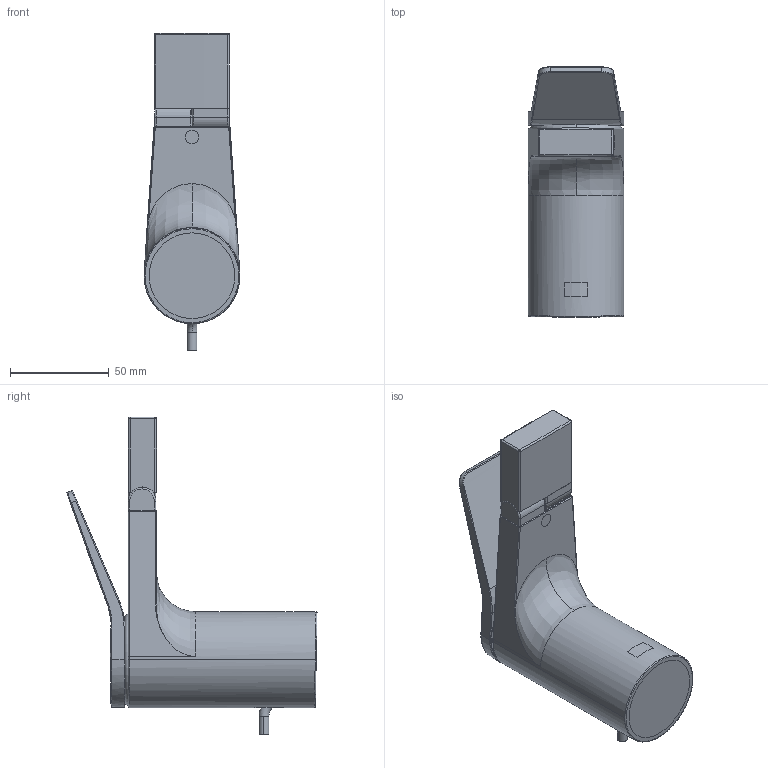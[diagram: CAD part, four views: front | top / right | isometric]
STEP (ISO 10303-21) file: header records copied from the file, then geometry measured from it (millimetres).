
FILE_DESCRIPTION (( 'STEP AP203' ), '1' );
FILE_NAME ('33600845-00.STEP', '2018-07-03T15:03:13', ( '' ), ( '' ), 'SwSTEP 2.0', 'SolidWorks 2017', '' );
FILE_SCHEMA (( 'CONFIG_CONTROL_DESIGN' ));
Length unit declared in the file: millimetre
Products named in the file (7): Planungsmodell_Koerper-+-09.19.84.014.90-01_K1; Planungsmodell_Haube-+-09.28.30.034.90-01_K1; Planungsmodell_Huelse-+-09.23.01.123.90-01_K1; Planungsmodell_Hebel-+-09.20.84.020-00-01_K1; Planungsmodell_Zugstange-+-09.31.09.120-01_-_K2; Planungsmodell_Nippel-+-09.24.02.084.90-01_K1; 33600845-00
Assembly tree (7 placements, depth 2):
  33600845-00
    Planungsmodell_Koerper-+-09.19.84.014.90-01_K1
    Planungsmodell_Haube-+-09.28.30.034.90-01_K1
    Planungsmodell_Hebel-+-09.20.84.020-00-01_K1
    Planungsmodell_Nippel-+-09.24.02.084.90-01_K1  x2
    Planungsmodell_Huelse-+-09.23.01.123.90-01_K1
    Planungsmodell_Zugstange-+-09.31.09.120-01_-_K2
Bounding box: 48.5 x 126.46 x 160.65 mm (x, y, z)
Volume: 257607.1 mm3; surface area: 48082.3 mm2
Topology: 5 solids, 7 shells, 192 faces, 467 edges, 288 vertices
Faces by surface type: cylinder 64, plane 46, bspline 38, torus 29, sphere 14, cone 1
Entity records: 9664 total; most frequent: CARTESIAN_POINT 5442, ORIENTED_EDGE 764, DIRECTION 691, EDGE_CURVE 382, AXIS2_PLACEMENT_3D 292, VERTEX_POINT 240, EDGE_LOOP 164, CIRCLE 160
